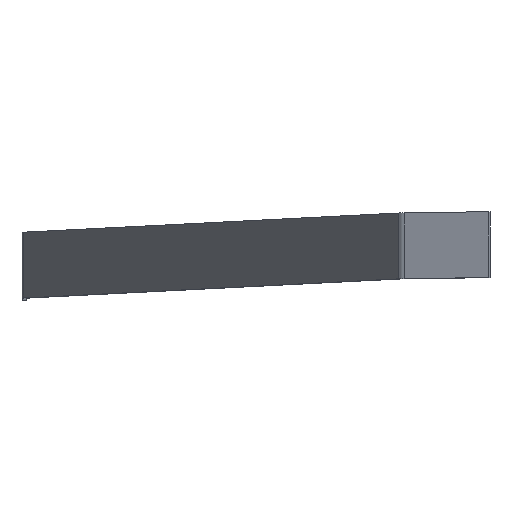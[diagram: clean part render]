
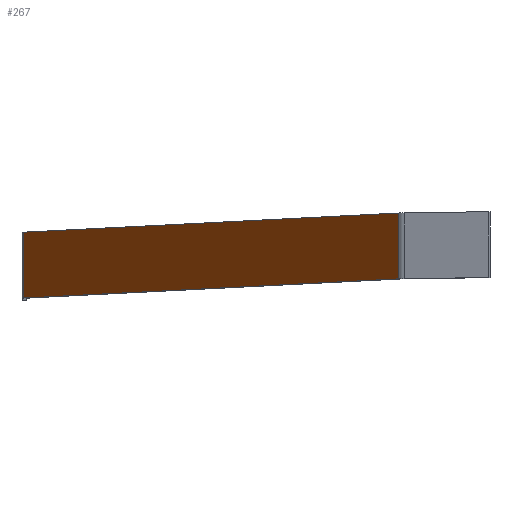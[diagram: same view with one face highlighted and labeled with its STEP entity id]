
A CAD part, top view. The second image highlights one B-rep face of the part: STEP entity #267.
In plain terms, the highlighted planar face has unit normal (-0.855, 0.015, 0.519).
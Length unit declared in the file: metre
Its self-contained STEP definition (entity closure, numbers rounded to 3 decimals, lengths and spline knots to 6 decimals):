
#84=ORIENTED_EDGE('',*,*,#123,.T.);
#85=ORIENTED_EDGE('',*,*,#136,.T.);
#86=ORIENTED_EDGE('',*,*,#112,.T.);
#87=ORIENTED_EDGE('',*,*,#137,.T.);
#112=EDGE_CURVE('',#149,#148,#171,.T.);
#123=EDGE_CURVE('',#158,#156,#178,.T.);
#136=EDGE_CURVE('',#156,#149,#188,.F.);
#137=EDGE_CURVE('',#148,#158,#189,.T.);
#148=VERTEX_POINT('',#400);
#149=VERTEX_POINT('',#402);
#156=VERTEX_POINT('',#421);
#158=VERTEX_POINT('',#424);
#171=LINE('',#401,#199);
#178=LINE('',#423,#206);
#188=LINE('',#448,#216);
#189=LINE('',#449,#217);
#199=VECTOR('',#322,1.);
#206=VECTOR('',#341,1.);
#216=VECTOR('',#369,1.);
#217=VECTOR('',#370,1.);
#229=EDGE_LOOP('',(#84,#85,#86,#87));
#243=FACE_BOUND('',#229,.T.);
#255=PLANE('',#302);
#267=ADVANCED_FACE('',(#243),#255,.F.);
#302=AXIS2_PLACEMENT_3D('',#447,#367,#368);
#322=DIRECTION('',(0.519,0.025,0.854));
#341=DIRECTION('',(-0.519,-0.025,-0.854));
#367=DIRECTION('',(0.855,-0.015,-0.519));
#368=DIRECTION('',(0.519,0.,0.855));
#369=DIRECTION('',(0.,1.,-0.029));
#370=DIRECTION('',(0.,1.,-0.029));
#400=CARTESIAN_POINT('',(-0.041572,0.00897,0.179956));
#401=CARTESIAN_POINT('',(-0.096917,0.006295,0.088808));
#402=CARTESIAN_POINT('',(-0.179341,0.00231,-0.046936));
#421=CARTESIAN_POINT('',(-0.179341,0.026545,-0.047648));
#423=CARTESIAN_POINT('',(-0.096917,0.03053,0.088096));
#424=CARTESIAN_POINT('',(-0.041572,0.033205,0.179245));
#447=CARTESIAN_POINT('',(-0.096917,0.03053,0.088096));
#448=CARTESIAN_POINT('',(-0.179341,0.026545,-0.047648));
#449=CARTESIAN_POINT('',(-0.041572,0.033205,0.179245));
